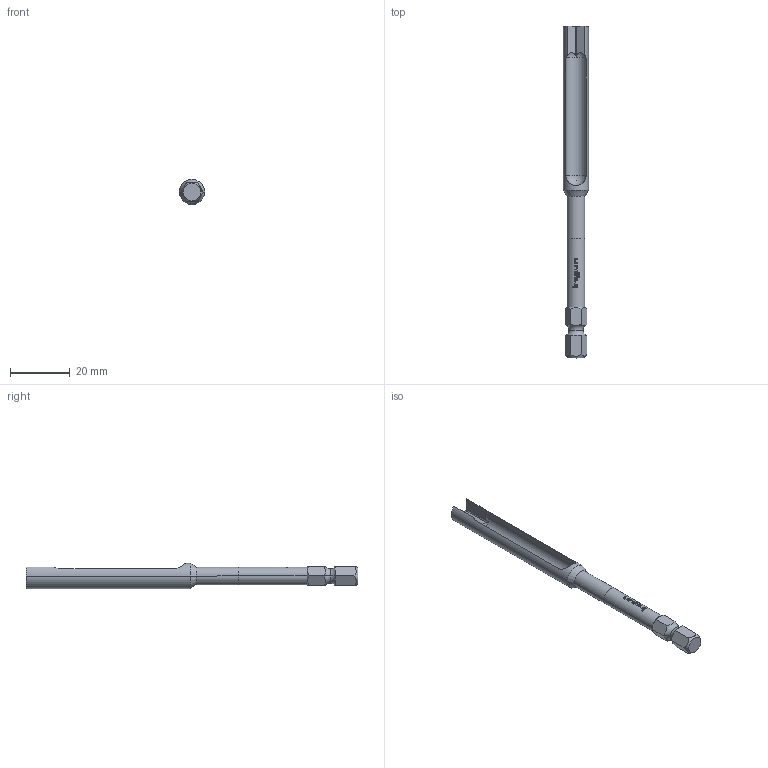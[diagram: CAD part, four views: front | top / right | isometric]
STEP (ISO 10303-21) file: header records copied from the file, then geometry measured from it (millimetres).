
FILE_DESCRIPTION (( 'STEP AP203' ), '1' );
FILE_NAME ('INGUN_BIT-SE-SW6.STEP', '2022-03-09T14:27:31', ( 'ochi' ), ( '' ), 'SwSTEP 2.0', 'SolidWorks 2018', '' );
FILE_SCHEMA (( 'CONFIG_CONTROL_DESIGN' ));
Length unit declared in the file: millimetre
Products named in the file (1): INGUN_BIT-SE-SW6
Bounding box: 8.4 x 111 x 8.4 mm (x, y, z)
Volume: 2512.5 mm3; surface area: 3072.5 mm2
Topology: 1 solids, 1 shells, 121 faces, 326 edges, 209 vertices
Faces by surface type: plane 64, bspline 22, cylinder 21, cone 6, torus 4, sphere 4
Entity records: 4373 total; most frequent: CARTESIAN_POINT 1514, ORIENTED_EDGE 644, DIRECTION 488, EDGE_CURVE 322, VERTEX_POINT 209, AXIS2_PLACEMENT_3D 189, EDGE_LOOP 127, B_SPLINE_CURVE_WITH_KNOTS 121
